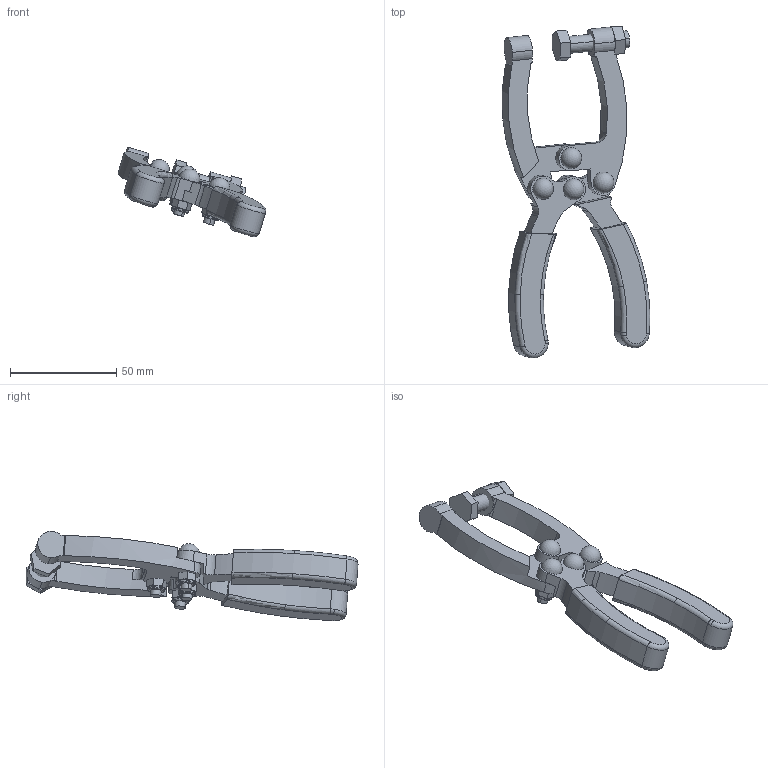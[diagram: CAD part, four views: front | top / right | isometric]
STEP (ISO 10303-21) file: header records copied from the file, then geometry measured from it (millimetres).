
FILE_DESCRIPTION((''),'2;1');
FILE_NAME('p40.stp','2006-07-11T15:12:09',('Matthew'),(''),'Autodesk Inventor 8','Autodesk Inventor 8','');
FILE_SCHEMA(('AUTOMOTIVE_DESIGN { 1 0 10303 214 1 1 1 1 }'));
Length unit declared in the file: millimetre
Products named in the file (7): P40; P401; P402; P403; P404; P405; P406
Assembly tree (6 placements, depth 2):
  P40
    P401
    P402
    P403
    P404
    P405
    P406
Bounding box: 69.68 x 156.51 x 42.12 mm (x, y, z)
Volume: 49954.9 mm3; surface area: 22510.3 mm2
Topology: 10 solids, 10 shells, 315 faces, 822 edges, 486 vertices
Faces by surface type: plane 123, cylinder 82, bspline 74, torus 32, sphere 4
Entity records: 14060 total; most frequent: CARTESIAN_POINT 6584, DIRECTION 1544, ORIENTED_EDGE 1516, EDGE_CURVE 758, AXIS2_PLACEMENT_3D 598, VERTEX_POINT 478, EDGE_LOOP 350, VECTOR 348
